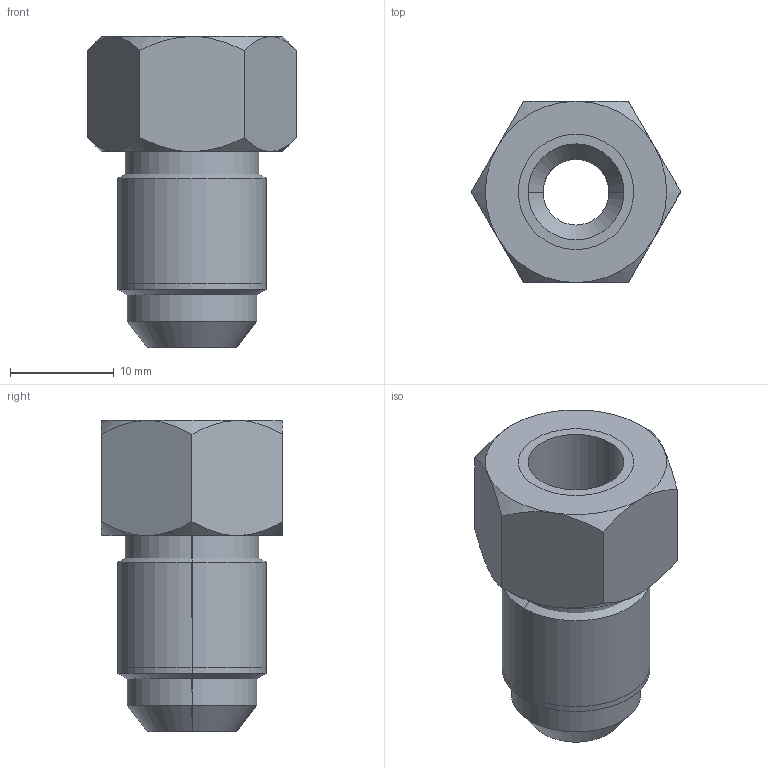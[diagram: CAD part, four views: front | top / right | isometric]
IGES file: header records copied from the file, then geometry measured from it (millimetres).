
Start section:  PTC IGES file: ilc30805664.igs
Global section: file name: ilc30805664.igs; native system: Creo Parametric by PTC Inc.; preprocessor: 2021164; author: rkuestersteffen; organization: Unknown; date: 20240418.072312; units: inch
Bounding box: 20.18 x 17.48 x 29.97 mm (x, y, z)
Surface area: 3421.7 mm2 (no closed solid volume)
Topology: 0 solids, 0 shells, 45 faces, 188 edges, 188 vertices
Faces by surface type: revolution 34, bspline 11
